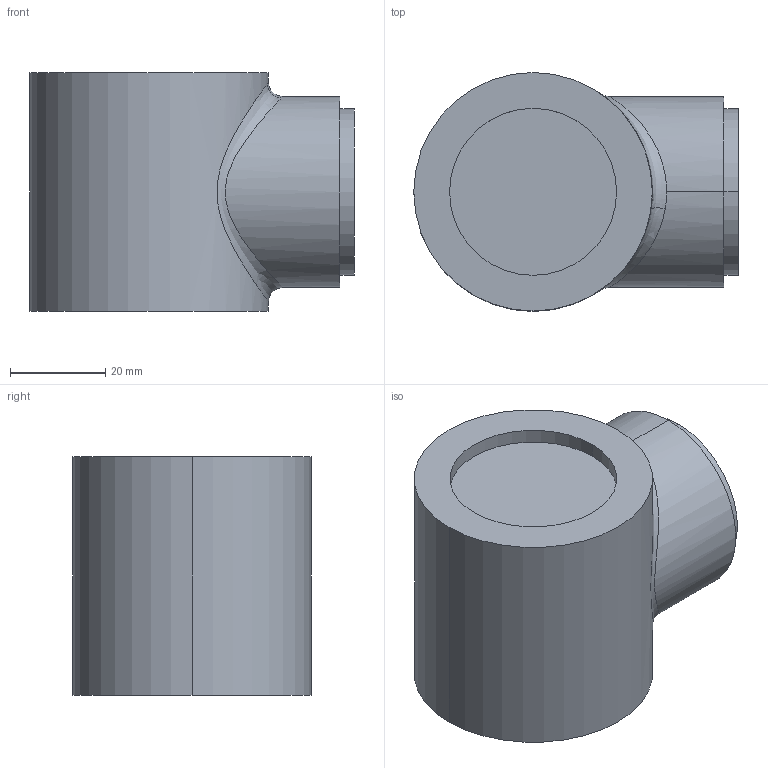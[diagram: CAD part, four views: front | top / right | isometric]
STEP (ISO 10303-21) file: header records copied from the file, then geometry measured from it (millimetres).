
FILE_DESCRIPTION (( 'STEP AP203' ), '1' );
FILE_NAME ('RBT_LINK5_Default_sldprt.STEP', '2025-02-10T15:52:45', ( '' ), ( '' ), 'SwSTEP 2.0', 'SolidWorks 2024', '' );
FILE_SCHEMA (( 'CONFIG_CONTROL_DESIGN' ));
Length unit declared in the file: millimetre
Products named in the file (1): RBT_LINK5_Default_sldprt
Bounding box: 68 x 50 x 50 mm (x, y, z)
Volume: 117020.3 mm3; surface area: 15037.9 mm2
Topology: 1 solids, 1 shells, 18 faces, 39 edges, 26 vertices
Faces by surface type: cylinder 10, plane 6, bspline 2
Entity records: 1184 total; most frequent: CARTESIAN_POINT 712, DIRECTION 85, ORIENTED_EDGE 78, EDGE_CURVE 39, AXIS2_PLACEMENT_3D 37, VERTEX_POINT 26, EDGE_LOOP 21, CIRCLE 20
